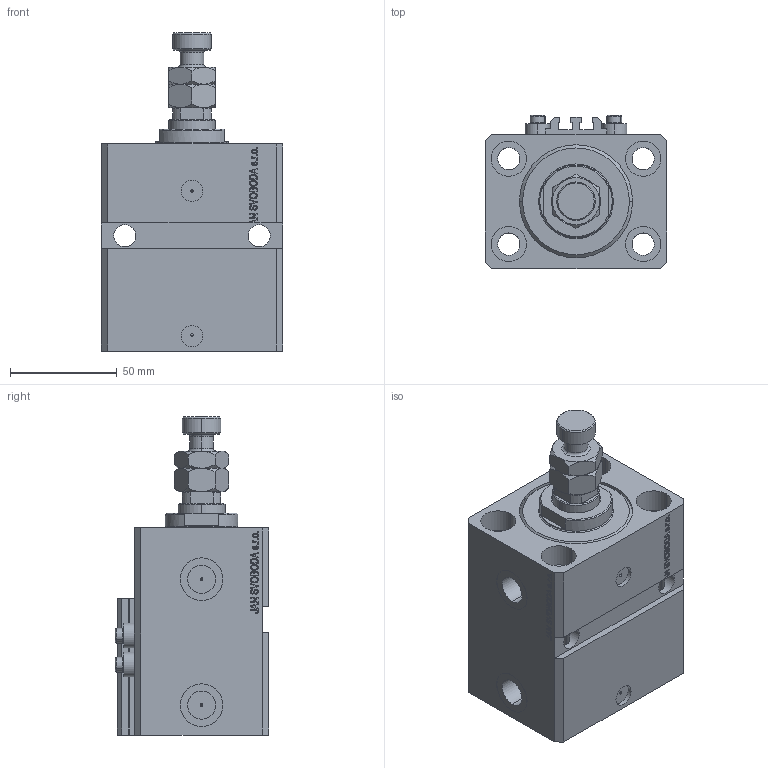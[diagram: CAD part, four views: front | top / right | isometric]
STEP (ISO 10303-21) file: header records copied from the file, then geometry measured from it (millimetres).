
FILE_DESCRIPTION (( 'STEP AP203' ), '1' );
FILE_NAME ('4dc6.STEP', '2023-10-07T13:18:51', ( '' ), ( '' ), 'SwSTEP 2.0', 'SolidWorks 2019', '' );
FILE_SCHEMA (( 'CONFIG_CONTROL_DESIGN' ));
Length unit declared in the file: millimetre
Products named in the file (6): 4dc6; V250CE_E_Body de04de2af072f9f5a92622036172ee1c; ALLEN BOLT V250CE de04de2af072f9f5a92622036172ee1c; V250CE_C_VCP de04de2af072f9f5a92622036172ee1c; MFA de04de2af072f9f5a92622036172ee1c; V250CE_VC_E de04de2af072f9f5a92622036172ee1c
Assembly tree (8 placements, depth 2):
  4dc6
    V250CE_E_Body de04de2af072f9f5a92622036172ee1c
    ALLEN BOLT V250CE de04de2af072f9f5a92622036172ee1c  x4
    V250CE_C_VCP de04de2af072f9f5a92622036172ee1c
    V250CE_VC_E de04de2af072f9f5a92622036172ee1c
    MFA de04de2af072f9f5a92622036172ee1c
Bounding box: 85 x 72 x 149 mm (x, y, z)
Volume: 464902.2 mm3; surface area: 101883.1 mm2
Topology: 9 solids, 9 shells, 1139 faces, 2831 edges, 1827 vertices
Faces by surface type: plane 551, bspline 356, cylinder 130, cone 84, torus 18
Entity records: 49248 total; most frequent: CARTESIAN_POINT 25431, ORIENTED_EDGE 5352, DIRECTION 3574, EDGE_CURVE 2676, VERTEX_POINT 1743, VECTOR 1602, LINE 1602, EDGE_LOOP 1199
